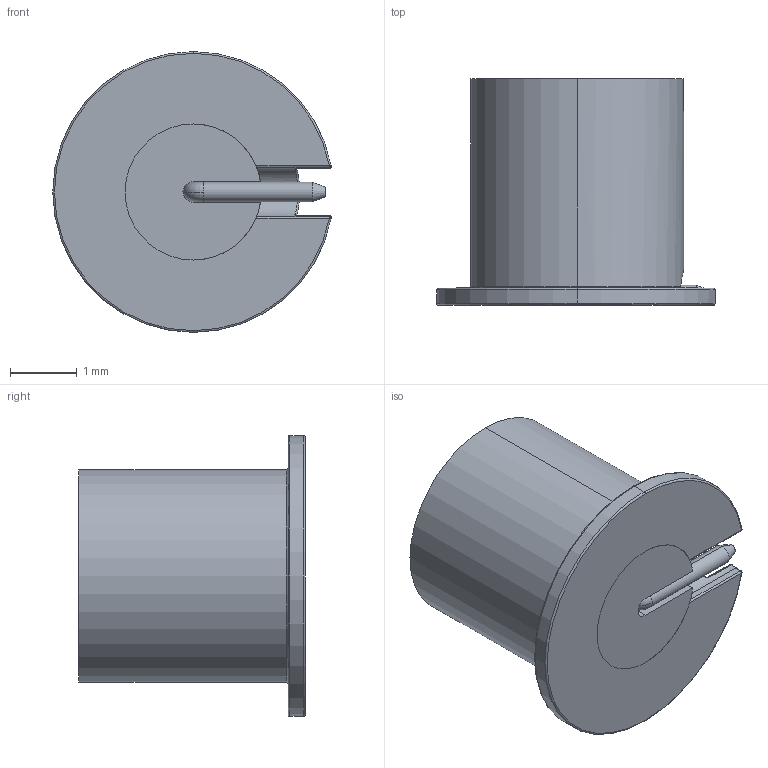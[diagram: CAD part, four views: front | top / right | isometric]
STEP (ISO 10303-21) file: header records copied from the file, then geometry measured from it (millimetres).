
FILE_DESCRIPTION (( 'STEP AP203' ), '1' );
FILE_NAME ('SC5462.step', '2018-10-08T17:56:29', ( '' ), ( '' ), 'SwSTEP 2.0', 'SolidWorks 2017', '' );
FILE_SCHEMA (( 'CONFIG_CONTROL_DESIGN' ));
Length unit declared in the file: inch
Products named in the file (1): SC5462
Bounding box: 4.16 x 3.38 x 4.19 mm (x, y, z)
Volume: 19.2 mm3; surface area: 95.4 mm2
Topology: 2 solids, 2 shells, 87 faces, 192 edges, 111 vertices
Faces by surface type: cylinder 40, plane 17, torus 13, cone 6, sphere 6, bspline 5
Entity records: 2662 total; most frequent: CARTESIAN_POINT 649, DIRECTION 451, ORIENTED_EDGE 376, AXIS2_PLACEMENT_3D 195, EDGE_CURVE 188, CIRCLE 112, VERTEX_POINT 111, EDGE_LOOP 95
